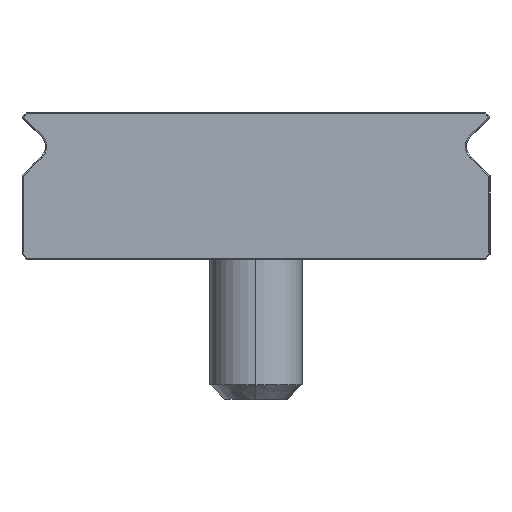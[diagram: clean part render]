
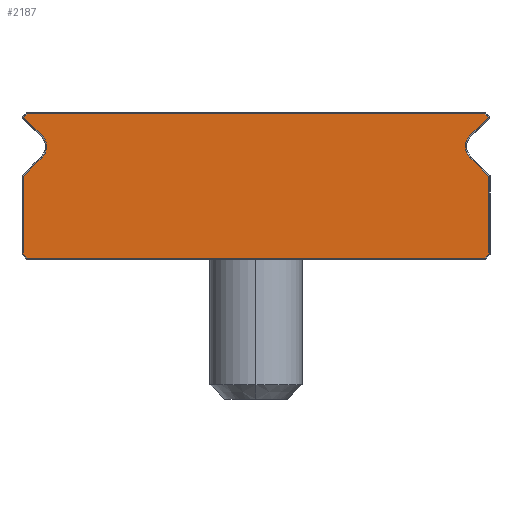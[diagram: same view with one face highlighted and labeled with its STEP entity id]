
A CAD part, left-side view. The second image highlights one B-rep face of the part: STEP entity #2187.
In plain terms, the highlighted planar face has unit normal (-1, 0, 0).
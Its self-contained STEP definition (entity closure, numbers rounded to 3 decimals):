
#36 = ORIENTED_EDGE ( 'NONE', *, *, #2023, .F. ) ;
#56 = CARTESIAN_POINT ( 'NONE',  ( -9.525, 11.264, 6.35 ) ) ;
#206 = DIRECTION ( 'NONE',  ( 0., 1., 0. ) ) ;
#299 = EDGE_LOOP ( 'NONE', ( #695, #3580, #3690, #2101, #609, #2901, #591, #3539, #2495, #5658, #5772, #36, #3143, #2011, #4465 ) ) ;
#450 = DIRECTION ( 'NONE',  ( 0., -0.707, 0.707 ) ) ;
#591 = ORIENTED_EDGE ( 'NONE', *, *, #1863, .F. ) ;
#609 = ORIENTED_EDGE ( 'NONE', *, *, #5690, .F. ) ;
#669 = CARTESIAN_POINT ( 'NONE',  ( -9.525, 12.19, 7.887 ) ) ;
#692 = CARTESIAN_POINT ( 'NONE',  ( -9.525, -12.42, 0.064 ) ) ;
#695 = ORIENTED_EDGE ( 'NONE', *, *, #2526, .F. ) ;
#756 = VERTEX_POINT ( 'NONE', #4507 ) ;
#764 = LINE ( 'NONE', #669, #1907 ) ;
#790 = VERTEX_POINT ( 'NONE', #2849 ) ;
#914 = VECTOR ( 'NONE', #3614, 1000. ) ;
#926 = DIRECTION ( 'NONE',  ( 0., 0., 1. ) ) ;
#967 = VERTEX_POINT ( 'NONE', #692 ) ;
#1062 =( BOUNDED_CURVE ( )  B_SPLINE_CURVE ( 3, ( #1445, #3311, #56, #3809 ),
 .UNSPECIFIED., .F., .F. ) 
 B_SPLINE_CURVE_WITH_KNOTS ( ( 4, 4 ),
 ( 0., 1. ),
 .UNSPECIFIED. ) 
 CURVE ( )  GEOMETRIC_REPRESENTATION_ITEM ( )  RATIONAL_B_SPLINE_CURVE ( ( 1., 0.805, 0.805, 1. ) ) 
 REPRESENTATION_ITEM ( '' )  );
#1079 = CARTESIAN_POINT ( 'NONE',  ( -9.525, -11.606, 5.525 ) ) ;
#1119 = CARTESIAN_POINT ( 'NONE',  ( -9.525, -11.606, 5.525 ) ) ;
#1243 = LINE ( 'NONE', #2217, #5720 ) ;
#1251 = LINE ( 'NONE', #3219, #4270 ) ;
#1445 = CARTESIAN_POINT ( 'NONE',  ( -9.525, 11.606, 5.525 ) ) ;
#1446 = CARTESIAN_POINT ( 'NONE',  ( -9.525, -12.636, 0.28 ) ) ;
#1617 = VECTOR ( 'NONE', #3925, 1000. ) ;
#1786 = VECTOR ( 'NONE', #5339, 1000. ) ;
#1810 = LINE ( 'NONE', #5123, #5513 ) ;
#1825 = CARTESIAN_POINT ( 'NONE',  ( -9.525, -12.61, 7.696 ) ) ;
#1835 = LINE ( 'NONE', #6052, #914 ) ;
#1863 = EDGE_CURVE ( 'NONE', #2534, #6041, #1810, .T. ) ;
#1907 = VECTOR ( 'NONE', #3549, 1000. ) ;
#1937 = EDGE_CURVE ( 'NONE', #2046, #4347, #3771, .T. ) ;
#2011 = ORIENTED_EDGE ( 'NONE', *, *, #5366, .F. ) ;
#2023 = EDGE_CURVE ( 'NONE', #967, #5454, #5792, .T. ) ;
#2046 = VERTEX_POINT ( 'NONE', #4371 ) ;
#2101 = ORIENTED_EDGE ( 'NONE', *, *, #5671, .F. ) ;
#2187 = ADVANCED_FACE ( 'NONE', ( #3650 ), #5468, .F. ) ;
#2217 = CARTESIAN_POINT ( 'NONE',  ( -9.525, 12.636, 4.495 ) ) ;
#2312 = CARTESIAN_POINT ( 'NONE',  ( -9.525, 12.636, 6.109 ) ) ;
#2314 =( BOUNDED_CURVE ( )  B_SPLINE_CURVE ( 3, ( #3825, #2409, #4294, #1079 ),
 .UNSPECIFIED., .F., .F. ) 
 B_SPLINE_CURVE_WITH_KNOTS ( ( 4, 4 ),
 ( 0., 1. ),
 .UNSPECIFIED. ) 
 CURVE ( )  GEOMETRIC_REPRESENTATION_ITEM ( )  RATIONAL_B_SPLINE_CURVE ( ( 1., 0.949, 0.949, 1. ) ) 
 REPRESENTATION_ITEM ( '' )  );
#2362 = DIRECTION ( 'NONE',  ( 0., 0.707, 0.707 ) ) ;
#2375 = VECTOR ( 'NONE', #206, 1000. ) ;
#2379 = CARTESIAN_POINT ( 'NONE',  ( -9.525, 12.401, 0.045 ) ) ;
#2387 = VERTEX_POINT ( 'NONE', #3475 ) ;
#2409 = CARTESIAN_POINT ( 'NONE',  ( -9.525, -11.365, 5.887 ) ) ;
#2424 = CARTESIAN_POINT ( 'NONE',  ( -9.525, -12.61, 7.696 ) ) ;
#2433 = VERTEX_POINT ( 'NONE', #5190 ) ;
#2445 = DIRECTION ( 'NONE',  ( 0., 0.707, 0.707 ) ) ;
#2447 = EDGE_CURVE ( 'NONE', #3888, #967, #6053, .T. ) ;
#2486 = EDGE_CURVE ( 'NONE', #4520, #2534, #1062, .T. ) ;
#2495 = ORIENTED_EDGE ( 'NONE', *, *, #4541, .F. ) ;
#2526 = EDGE_CURVE ( 'NONE', #4347, #2832, #2314, .T. ) ;
#2534 = VERTEX_POINT ( 'NONE', #2869 ) ;
#2641 = DIRECTION ( 'NONE',  ( 0., 1., 0. ) ) ;
#2664 = CARTESIAN_POINT ( 'NONE',  ( -9.525, 12.42, 0.064 ) ) ;
#2687 = VERTEX_POINT ( 'NONE', #1825 ) ;
#2765 = CARTESIAN_POINT ( 'NONE',  ( -9.525, -11.365, 6.109 ) ) ;
#2832 = VERTEX_POINT ( 'NONE', #1119 ) ;
#2849 = CARTESIAN_POINT ( 'NONE',  ( -9.525, -12.636, 4.495 ) ) ;
#2869 = CARTESIAN_POINT ( 'NONE',  ( -9.525, 11.606, 6.692 ) ) ;
#2901 = ORIENTED_EDGE ( 'NONE', *, *, #5405, .F. ) ;
#3012 = EDGE_CURVE ( 'NONE', #2387, #756, #3295, .T. ) ;
#3088 = VECTOR ( 'NONE', #2445, 1000. ) ;
#3143 = ORIENTED_EDGE ( 'NONE', *, *, #2447, .F. ) ;
#3150 = DIRECTION ( 'NONE',  ( 0., -0.707, 0.707 ) ) ;
#3203 = CARTESIAN_POINT ( 'NONE',  ( -9.525, 12.19, 6.109 ) ) ;
#3219 = CARTESIAN_POINT ( 'NONE',  ( -9.525, 12.61, 7.696 ) ) ;
#3295 = LINE ( 'NONE', #2312, #4266 ) ;
#3308 = DIRECTION ( 'NONE',  ( 0., 0.707, -0.707 ) ) ;
#3311 = CARTESIAN_POINT ( 'NONE',  ( -9.525, 11.264, 5.867 ) ) ;
#3449 = CARTESIAN_POINT ( 'NONE',  ( -9.525, 12.61, 7.696 ) ) ;
#3466 = CARTESIAN_POINT ( 'NONE',  ( -9.525, -12.446, 0.064 ) ) ;
#3475 = CARTESIAN_POINT ( 'NONE',  ( -9.525, 12.636, 0.28 ) ) ;
#3490 = CARTESIAN_POINT ( 'NONE',  ( -9.525, -12.655, 0.299 ) ) ;
#3539 = ORIENTED_EDGE ( 'NONE', *, *, #2486, .F. ) ;
#3549 = DIRECTION ( 'NONE',  ( 0., -1., 0. ) ) ;
#3580 = ORIENTED_EDGE ( 'NONE', *, *, #1937, .F. ) ;
#3614 = DIRECTION ( 'NONE',  ( 0., 0., -1. ) ) ;
#3632 = CARTESIAN_POINT ( 'NONE',  ( -9.525, 11.606, 5.525 ) ) ;
#3650 = FACE_OUTER_BOUND ( 'NONE', #299, .T. ) ;
#3690 = ORIENTED_EDGE ( 'NONE', *, *, #4297, .F. ) ;
#3771 =( BOUNDED_CURVE ( )  B_SPLINE_CURVE ( 3, ( #4180, #5647, #5554, #2765 ),
 .UNSPECIFIED., .F., .F. ) 
 B_SPLINE_CURVE_WITH_KNOTS ( ( 4, 4 ),
 ( 0., 1. ),
 .UNSPECIFIED. ) 
 CURVE ( )  GEOMETRIC_REPRESENTATION_ITEM ( )  RATIONAL_B_SPLINE_CURVE ( ( 1., 0.949, 0.949, 1. ) ) 
 REPRESENTATION_ITEM ( '' )  );
#3809 = CARTESIAN_POINT ( 'NONE',  ( -9.525, 11.606, 6.692 ) ) ;
#3825 = CARTESIAN_POINT ( 'NONE',  ( -9.525, -11.365, 6.109 ) ) ;
#3873 = CARTESIAN_POINT ( 'NONE',  ( -9.525, -11.365, 6.109 ) ) ;
#3888 = VERTEX_POINT ( 'NONE', #1446 ) ;
#3925 = DIRECTION ( 'NONE',  ( 0., -0.707, -0.707 ) ) ;
#4180 = CARTESIAN_POINT ( 'NONE',  ( -9.525, -11.606, 6.692 ) ) ;
#4266 = VECTOR ( 'NONE', #926, 1000. ) ;
#4270 = VECTOR ( 'NONE', #450, 1000. ) ;
#4294 = CARTESIAN_POINT ( 'NONE',  ( -9.525, -11.45, 5.682 ) ) ;
#4297 = EDGE_CURVE ( 'NONE', #2687, #2046, #6050, .T. ) ;
#4312 = EDGE_CURVE ( 'NONE', #2832, #790, #4672, .T. ) ;
#4347 = VERTEX_POINT ( 'NONE', #3873 ) ;
#4371 = CARTESIAN_POINT ( 'NONE',  ( -9.525, -11.606, 6.692 ) ) ;
#4440 = CARTESIAN_POINT ( 'NONE',  ( -9.525, -12.42, 7.887 ) ) ;
#4465 = ORIENTED_EDGE ( 'NONE', *, *, #4312, .F. ) ;
#4507 = CARTESIAN_POINT ( 'NONE',  ( -9.525, 12.636, 4.495 ) ) ;
#4520 = VERTEX_POINT ( 'NONE', #3632 ) ;
#4541 = EDGE_CURVE ( 'NONE', #756, #4520, #1243, .T. ) ;
#4672 = LINE ( 'NONE', #5669, #6002 ) ;
#4831 = VERTEX_POINT ( 'NONE', #4440 ) ;
#4849 = CARTESIAN_POINT ( 'NONE',  ( -9.525, -12.42, 7.887 ) ) ;
#5123 = CARTESIAN_POINT ( 'NONE',  ( -9.525, 11.606, 6.692 ) ) ;
#5190 = CARTESIAN_POINT ( 'NONE',  ( -9.525, 12.42, 7.887 ) ) ;
#5233 = AXIS2_PLACEMENT_3D ( 'NONE', #3203, #5413, #2641 ) ;
#5256 = VECTOR ( 'NONE', #3308, 1000. ) ;
#5339 = DIRECTION ( 'NONE',  ( 0., 0.707, -0.707 ) ) ;
#5366 = EDGE_CURVE ( 'NONE', #790, #3888, #1835, .T. ) ;
#5399 = LINE ( 'NONE', #4849, #1617 ) ;
#5405 = EDGE_CURVE ( 'NONE', #6041, #2433, #1251, .T. ) ;
#5413 = DIRECTION ( 'NONE',  ( 1., 0., 0. ) ) ;
#5454 = VERTEX_POINT ( 'NONE', #2664 ) ;
#5468 = PLANE ( 'NONE',  #5233 ) ;
#5513 = VECTOR ( 'NONE', #2362, 1000. ) ;
#5554 = CARTESIAN_POINT ( 'NONE',  ( -9.525, -11.365, 6.331 ) ) ;
#5601 = DIRECTION ( 'NONE',  ( 0., -0.707, -0.707 ) ) ;
#5647 = CARTESIAN_POINT ( 'NONE',  ( -9.525, -11.45, 6.536 ) ) ;
#5658 = ORIENTED_EDGE ( 'NONE', *, *, #3012, .F. ) ;
#5664 = LINE ( 'NONE', #2379, #3088 ) ;
#5669 = CARTESIAN_POINT ( 'NONE',  ( -9.525, -11.606, 5.525 ) ) ;
#5671 = EDGE_CURVE ( 'NONE', #4831, #2687, #5399, .T. ) ;
#5690 = EDGE_CURVE ( 'NONE', #2433, #4831, #764, .T. ) ;
#5720 = VECTOR ( 'NONE', #3150, 1000. ) ;
#5772 = ORIENTED_EDGE ( 'NONE', *, *, #5861, .F. ) ;
#5792 = LINE ( 'NONE', #3466, #2375 ) ;
#5861 = EDGE_CURVE ( 'NONE', #5454, #2387, #5664, .T. ) ;
#6002 = VECTOR ( 'NONE', #5601, 1000. ) ;
#6041 = VERTEX_POINT ( 'NONE', #3449 ) ;
#6050 = LINE ( 'NONE', #2424, #5256 ) ;
#6052 = CARTESIAN_POINT ( 'NONE',  ( -9.525, -12.636, 6.109 ) ) ;
#6053 = LINE ( 'NONE', #3490, #1786 ) ;
